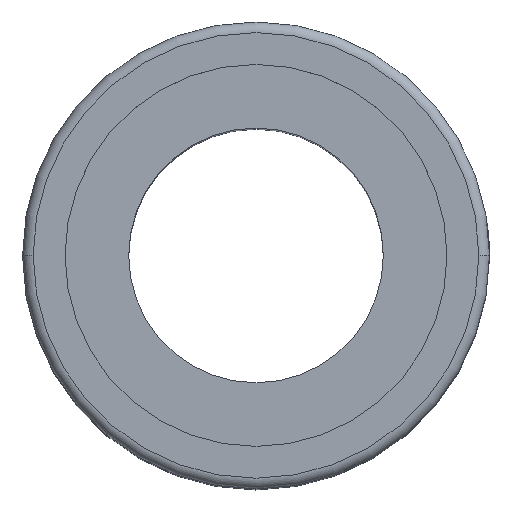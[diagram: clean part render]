
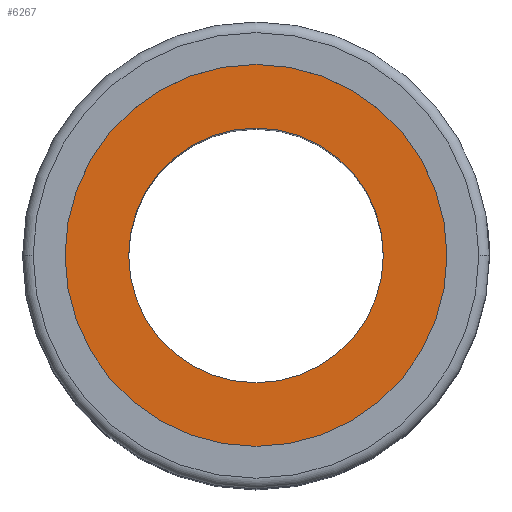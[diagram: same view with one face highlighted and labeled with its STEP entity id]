
A CAD part, top view. The second image highlights one B-rep face of the part: STEP entity #6267.
In plain terms, the highlighted planar face has unit normal (0, 0, 1).
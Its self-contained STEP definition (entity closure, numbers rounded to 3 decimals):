
#85 = CARTESIAN_POINT ( 'NONE',  ( -9., 0., 15.3 ) ) ;
#312 = ORIENTED_EDGE ( 'NONE', *, *, #13689, .F. ) ;
#316 = CIRCLE ( 'NONE', #12829, 9. ) ;
#1611 = CIRCLE ( 'NONE', #14597, 9. ) ;
#1702 = ORIENTED_EDGE ( 'NONE', *, *, #7861, .F. ) ;
#1990 = VERTEX_POINT ( 'NONE', #5656 ) ;
#2389 = DIRECTION ( 'NONE',  ( 1., 0., 0. ) ) ;
#2529 = ORIENTED_EDGE ( 'NONE', *, *, #5197, .T. ) ;
#3599 = CARTESIAN_POINT ( 'NONE',  ( 0., 0., 15.3 ) ) ;
#4086 = CARTESIAN_POINT ( 'NONE',  ( 0., 0., 15.3 ) ) ;
#4689 = CARTESIAN_POINT ( 'NONE',  ( 0., 0., 15.3 ) ) ;
#4828 = DIRECTION ( 'NONE',  ( 1., 0., 0. ) ) ;
#5197 = EDGE_CURVE ( 'NONE', #12879, #1990, #1611, .T. ) ;
#5619 = VERTEX_POINT ( 'NONE', #9010 ) ;
#5656 = CARTESIAN_POINT ( 'NONE',  ( 9., 0., 15.3 ) ) ;
#5671 = FACE_OUTER_BOUND ( 'NONE', #11109, .T. ) ;
#6267 = ADVANCED_FACE ( 'NONE', ( #9195, #5671 ), #6599, .T. ) ;
#6599 = PLANE ( 'NONE',  #10690 ) ;
#6907 = DIRECTION ( 'NONE',  ( 0., 0., 1. ) ) ;
#7245 = DIRECTION ( 'NONE',  ( 0., 0., 1. ) ) ;
#7861 = EDGE_CURVE ( 'NONE', #5619, #8136, #13526, .T. ) ;
#8042 = CARTESIAN_POINT ( 'NONE',  ( 0., 0., 15.3 ) ) ;
#8136 = VERTEX_POINT ( 'NONE', #11249 ) ;
#9010 = CARTESIAN_POINT ( 'NONE',  ( 6., 0., 15.3 ) ) ;
#9195 = FACE_BOUND ( 'NONE', #14027, .T. ) ;
#10690 = AXIS2_PLACEMENT_3D ( 'NONE', #8042, #6907, #13572 ) ;
#11109 = EDGE_LOOP ( 'NONE', ( #11680, #2529 ) ) ;
#11249 = CARTESIAN_POINT ( 'NONE',  ( -6., 0., 15.3 ) ) ;
#11289 = DIRECTION ( 'NONE',  ( 0., 0., 1. ) ) ;
#11306 = AXIS2_PLACEMENT_3D ( 'NONE', #14445, #7245, #11911 ) ;
#11373 = DIRECTION ( 'NONE',  ( 1., 0., 0. ) ) ;
#11680 = ORIENTED_EDGE ( 'NONE', *, *, #12857, .T. ) ;
#11911 = DIRECTION ( 'NONE',  ( 1., 0., 0. ) ) ;
#11958 = DIRECTION ( 'NONE',  ( 0., 0., 1. ) ) ;
#12829 = AXIS2_PLACEMENT_3D ( 'NONE', #4689, #14053, #2389 ) ;
#12857 = EDGE_CURVE ( 'NONE', #1990, #12879, #316, .T. ) ;
#12879 = VERTEX_POINT ( 'NONE', #85 ) ;
#13526 = CIRCLE ( 'NONE', #11306, 6. ) ;
#13572 = DIRECTION ( 'NONE',  ( 1., 0., 0. ) ) ;
#13689 = EDGE_CURVE ( 'NONE', #8136, #5619, #15170, .T. ) ;
#14027 = EDGE_LOOP ( 'NONE', ( #312, #1702 ) ) ;
#14053 = DIRECTION ( 'NONE',  ( 0., 0., 1. ) ) ;
#14426 = AXIS2_PLACEMENT_3D ( 'NONE', #4086, #11289, #11373 ) ;
#14445 = CARTESIAN_POINT ( 'NONE',  ( 0., 0., 15.3 ) ) ;
#14597 = AXIS2_PLACEMENT_3D ( 'NONE', #3599, #11958, #4828 ) ;
#15170 = CIRCLE ( 'NONE', #14426, 6. ) ;
